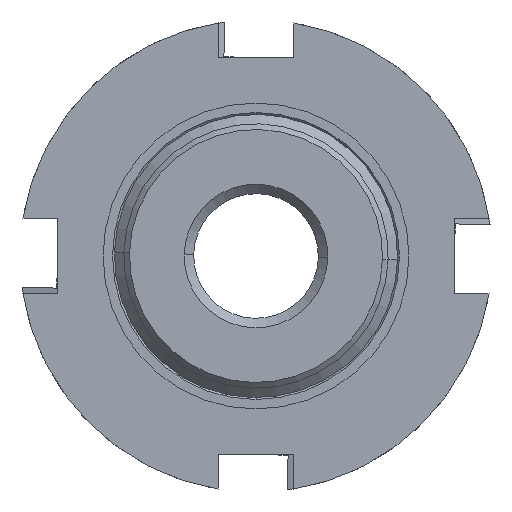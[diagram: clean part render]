
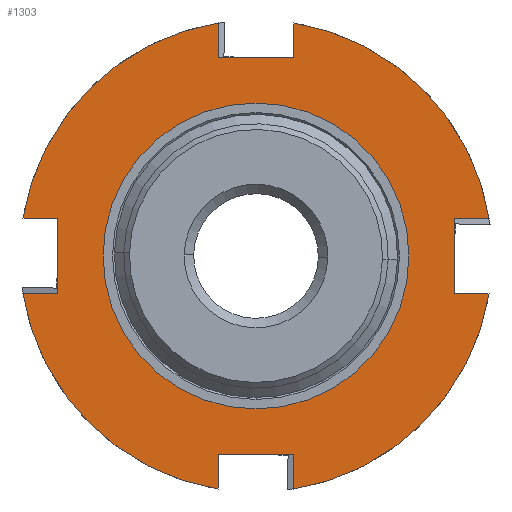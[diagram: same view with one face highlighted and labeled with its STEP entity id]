
A CAD part, front view. The second image highlights one B-rep face of the part: STEP entity #1303.
In plain terms, the highlighted planar face has unit normal (0, -1, 0).
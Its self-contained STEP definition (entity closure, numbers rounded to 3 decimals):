
#24 = CARTESIAN_POINT ( 'NONE',  ( -10.5, -23., 2. ) ) ;
#71 = CARTESIAN_POINT ( 'NONE',  ( 12.339, -23., 2. ) ) ;
#81 = CIRCLE ( 'NONE', #2699, 12.5 ) ;
#94 = DIRECTION ( 'NONE',  ( 0., 0., 1. ) ) ;
#106 = VERTEX_POINT ( 'NONE', #71 ) ;
#116 = LINE ( 'NONE', #2963, #787 ) ;
#176 = FACE_BOUND ( 'NONE', #1648, .T. ) ;
#207 = EDGE_CURVE ( 'NONE', #2220, #1864, #1653, .T. ) ;
#251 = CARTESIAN_POINT ( 'NONE',  ( 2., -23., -12.339 ) ) ;
#255 = LINE ( 'NONE', #1564, #1859 ) ;
#279 = CARTESIAN_POINT ( 'NONE',  ( 0., -23., 0. ) ) ;
#282 = CARTESIAN_POINT ( 'NONE',  ( 0., -23., 0. ) ) ;
#341 = ORIENTED_EDGE ( 'NONE', *, *, #207, .T. ) ;
#367 = EDGE_CURVE ( 'NONE', #106, #424, #2704, .T. ) ;
#409 = VERTEX_POINT ( 'NONE', #1217 ) ;
#414 = EDGE_CURVE ( 'NONE', #3006, #409, #2295, .T. ) ;
#424 = VERTEX_POINT ( 'NONE', #3567 ) ;
#590 = CIRCLE ( 'NONE', #2205, 12.5 ) ;
#628 = LINE ( 'NONE', #3725, #3614 ) ;
#649 = CARTESIAN_POINT ( 'NONE',  ( 8.1, -23., -2. ) ) ;
#700 = CARTESIAN_POINT ( 'NONE',  ( -12.339, -23., 2. ) ) ;
#716 = VERTEX_POINT ( 'NONE', #2543 ) ;
#735 = CARTESIAN_POINT ( 'NONE',  ( 2., -23., -10.5 ) ) ;
#773 = EDGE_CURVE ( 'NONE', #2350, #3055, #2657, .T. ) ;
#787 = VECTOR ( 'NONE', #1821, 1000. ) ;
#810 = DIRECTION ( 'NONE',  ( -1., 0., 0. ) ) ;
#827 = EDGE_CURVE ( 'NONE', #1482, #1146, #81, .T. ) ;
#831 = ORIENTED_EDGE ( 'NONE', *, *, #1656, .T. ) ;
#891 = ORIENTED_EDGE ( 'NONE', *, *, #3841, .F. ) ;
#909 = DIRECTION ( 'NONE',  ( 0., 1., 0. ) ) ;
#913 = DIRECTION ( 'NONE',  ( 0., 1., 0. ) ) ;
#931 = CARTESIAN_POINT ( 'NONE',  ( 0., -23., 0. ) ) ;
#962 = ORIENTED_EDGE ( 'NONE', *, *, #3748, .F. ) ;
#971 = ORIENTED_EDGE ( 'NONE', *, *, #2346, .T. ) ;
#1041 = DIRECTION ( 'NONE',  ( 0., 0., 1. ) ) ;
#1076 = VECTOR ( 'NONE', #3025, 1000. ) ;
#1091 = CARTESIAN_POINT ( 'NONE',  ( 0., -23., 10.5 ) ) ;
#1096 = ORIENTED_EDGE ( 'NONE', *, *, #1356, .F. ) ;
#1121 = ORIENTED_EDGE ( 'NONE', *, *, #827, .F. ) ;
#1146 = VERTEX_POINT ( 'NONE', #3479 ) ;
#1151 = EDGE_CURVE ( 'NONE', #1482, #3328, #2145, .T. ) ;
#1160 = LINE ( 'NONE', #2959, #3146 ) ;
#1209 = CIRCLE ( 'NONE', #1698, 8.1 ) ;
#1217 = CARTESIAN_POINT ( 'NONE',  ( 0., -23., -8.1 ) ) ;
#1253 = PLANE ( 'NONE',  #1665 ) ;
#1256 = AXIS2_PLACEMENT_3D ( 'NONE', #931, #909, #3554 ) ;
#1257 = EDGE_LOOP ( 'NONE', ( #1096, #1121, #2715, #2746, #3794, #2326, #3536, #971, #2604, #962, #3168, #341, #891, #1522, #2772, #831 ) ) ;
#1274 = DIRECTION ( 'NONE',  ( 1., 0., 0. ) ) ;
#1303 = ADVANCED_FACE ( 'NONE', ( #176, #3822 ), #1253, .F. ) ;
#1337 = CARTESIAN_POINT ( 'NONE',  ( -2., -23., 10.5 ) ) ;
#1339 = ORIENTED_EDGE ( 'NONE', *, *, #414, .T. ) ;
#1356 = EDGE_CURVE ( 'NONE', #1146, #3428, #2829, .T. ) ;
#1398 = VECTOR ( 'NONE', #3427, 1000. ) ;
#1443 = VECTOR ( 'NONE', #3033, 1000. ) ;
#1482 = VERTEX_POINT ( 'NONE', #1623 ) ;
#1522 = ORIENTED_EDGE ( 'NONE', *, *, #2472, .F. ) ;
#1564 = CARTESIAN_POINT ( 'NONE',  ( 0., -23., -10.5 ) ) ;
#1623 = CARTESIAN_POINT ( 'NONE',  ( -2., -23., -12.339 ) ) ;
#1648 = EDGE_LOOP ( 'NONE', ( #1339, #3475 ) ) ;
#1653 = LINE ( 'NONE', #1091, #2106 ) ;
#1656 = EDGE_CURVE ( 'NONE', #3866, #3428, #1689, .T. ) ;
#1665 = AXIS2_PLACEMENT_3D ( 'NONE', #1899, #3645, #94 ) ;
#1669 = DIRECTION ( 'NONE',  ( 0., 1., 0. ) ) ;
#1679 = CARTESIAN_POINT ( 'NONE',  ( 2., -23., 12.339 ) ) ;
#1689 = LINE ( 'NONE', #3283, #2328 ) ;
#1698 = AXIS2_PLACEMENT_3D ( 'NONE', #279, #913, #2668 ) ;
#1700 = DIRECTION ( 'NONE',  ( 0., 0., 1. ) ) ;
#1709 = CARTESIAN_POINT ( 'NONE',  ( -2., -23., 0. ) ) ;
#1801 = CARTESIAN_POINT ( 'NONE',  ( 0., -23., 0. ) ) ;
#1821 = DIRECTION ( 'NONE',  ( 0., 0., -1. ) ) ;
#1823 = DIRECTION ( 'NONE',  ( 0., 1., 0. ) ) ;
#1850 = VERTEX_POINT ( 'NONE', #3731 ) ;
#1859 = VECTOR ( 'NONE', #1274, 1000. ) ;
#1864 = VERTEX_POINT ( 'NONE', #1337 ) ;
#1899 = CARTESIAN_POINT ( 'NONE',  ( 8.1, -23., 0. ) ) ;
#1925 = VECTOR ( 'NONE', #3257, 1000. ) ;
#1995 = LINE ( 'NONE', #3582, #3097 ) ;
#2043 = EDGE_CURVE ( 'NONE', #409, #3006, #1209, .T. ) ;
#2056 = VECTOR ( 'NONE', #1700, 1000. ) ;
#2106 = VECTOR ( 'NONE', #810, 1000. ) ;
#2145 = LINE ( 'NONE', #1709, #2056 ) ;
#2205 = AXIS2_PLACEMENT_3D ( 'NONE', #2236, #1669, #1041 ) ;
#2220 = VERTEX_POINT ( 'NONE', #2531 ) ;
#2236 = CARTESIAN_POINT ( 'NONE',  ( 0., -23., 0. ) ) ;
#2295 = CIRCLE ( 'NONE', #3671, 8.1 ) ;
#2326 = ORIENTED_EDGE ( 'NONE', *, *, #773, .F. ) ;
#2328 = VECTOR ( 'NONE', #3624, 1000. ) ;
#2344 = CARTESIAN_POINT ( 'NONE',  ( 12.339, -23., -2. ) ) ;
#2346 = EDGE_CURVE ( 'NONE', #1850, #424, #3574, .T. ) ;
#2350 = VERTEX_POINT ( 'NONE', #2344 ) ;
#2424 = DIRECTION ( 'NONE',  ( 0., 0., -1. ) ) ;
#2471 = CARTESIAN_POINT ( 'NONE',  ( -2., -23., -10.5 ) ) ;
#2472 = EDGE_CURVE ( 'NONE', #2874, #716, #590, .T. ) ;
#2475 = VERTEX_POINT ( 'NONE', #735 ) ;
#2496 = EDGE_CURVE ( 'NONE', #3055, #2475, #2962, .T. ) ;
#2531 = CARTESIAN_POINT ( 'NONE',  ( 2., -23., 10.5 ) ) ;
#2543 = CARTESIAN_POINT ( 'NONE',  ( -2., -23., 12.339 ) ) ;
#2604 = ORIENTED_EDGE ( 'NONE', *, *, #367, .F. ) ;
#2657 = CIRCLE ( 'NONE', #1256, 12.5 ) ;
#2660 = DIRECTION ( 'NONE',  ( 0., 0., 1. ) ) ;
#2668 = DIRECTION ( 'NONE',  ( 0., 0., 1. ) ) ;
#2690 = EDGE_CURVE ( 'NONE', #2350, #1850, #1160, .T. ) ;
#2699 = AXIS2_PLACEMENT_3D ( 'NONE', #1801, #3867, #2979 ) ;
#2704 = LINE ( 'NONE', #2948, #1925 ) ;
#2715 = ORIENTED_EDGE ( 'NONE', *, *, #1151, .T. ) ;
#2746 = ORIENTED_EDGE ( 'NONE', *, *, #3315, .T. ) ;
#2748 = AXIS2_PLACEMENT_3D ( 'NONE', #3849, #3838, #2938 ) ;
#2772 = ORIENTED_EDGE ( 'NONE', *, *, #3058, .T. ) ;
#2807 = CARTESIAN_POINT ( 'NONE',  ( -10.5, -23., -2. ) ) ;
#2829 = LINE ( 'NONE', #649, #1076 ) ;
#2830 = CARTESIAN_POINT ( 'NONE',  ( 2., -23., 0. ) ) ;
#2858 = CARTESIAN_POINT ( 'NONE',  ( 0., -23., 8.1 ) ) ;
#2874 = VERTEX_POINT ( 'NONE', #700 ) ;
#2930 = DIRECTION ( 'NONE',  ( 1., 0., 0. ) ) ;
#2931 = CARTESIAN_POINT ( 'NONE',  ( 10.5, -23., 0. ) ) ;
#2938 = DIRECTION ( 'NONE',  ( 0., 0., 1. ) ) ;
#2948 = CARTESIAN_POINT ( 'NONE',  ( 8.1, -23., 2. ) ) ;
#2959 = CARTESIAN_POINT ( 'NONE',  ( 8.1, -23., -2. ) ) ;
#2962 = LINE ( 'NONE', #2830, #1398 ) ;
#2963 = CARTESIAN_POINT ( 'NONE',  ( -2., -23., 0. ) ) ;
#2979 = DIRECTION ( 'NONE',  ( 0., 0., 1. ) ) ;
#3004 = VERTEX_POINT ( 'NONE', #1679 ) ;
#3006 = VERTEX_POINT ( 'NONE', #2858 ) ;
#3025 = DIRECTION ( 'NONE',  ( 1., 0., 0. ) ) ;
#3033 = DIRECTION ( 'NONE',  ( 0., 0., 1. ) ) ;
#3055 = VERTEX_POINT ( 'NONE', #251 ) ;
#3058 = EDGE_CURVE ( 'NONE', #2874, #3866, #628, .T. ) ;
#3097 = VECTOR ( 'NONE', #2424, 1000. ) ;
#3146 = VECTOR ( 'NONE', #3539, 1000. ) ;
#3168 = ORIENTED_EDGE ( 'NONE', *, *, #3872, .T. ) ;
#3257 = DIRECTION ( 'NONE',  ( -1., 0., 0. ) ) ;
#3283 = CARTESIAN_POINT ( 'NONE',  ( -10.5, -23., 0. ) ) ;
#3315 = EDGE_CURVE ( 'NONE', #3328, #2475, #255, .T. ) ;
#3328 = VERTEX_POINT ( 'NONE', #2471 ) ;
#3390 = CIRCLE ( 'NONE', #2748, 12.5 ) ;
#3427 = DIRECTION ( 'NONE',  ( 0., 0., 1. ) ) ;
#3428 = VERTEX_POINT ( 'NONE', #2807 ) ;
#3475 = ORIENTED_EDGE ( 'NONE', *, *, #2043, .T. ) ;
#3479 = CARTESIAN_POINT ( 'NONE',  ( -12.339, -23., -2. ) ) ;
#3536 = ORIENTED_EDGE ( 'NONE', *, *, #2690, .T. ) ;
#3539 = DIRECTION ( 'NONE',  ( -1., 0., 0. ) ) ;
#3554 = DIRECTION ( 'NONE',  ( 0., 0., 1. ) ) ;
#3567 = CARTESIAN_POINT ( 'NONE',  ( 10.5, -23., 2. ) ) ;
#3574 = LINE ( 'NONE', #2931, #1443 ) ;
#3582 = CARTESIAN_POINT ( 'NONE',  ( 2., -23., 0. ) ) ;
#3614 = VECTOR ( 'NONE', #2930, 1000. ) ;
#3624 = DIRECTION ( 'NONE',  ( 0., 0., -1. ) ) ;
#3645 = DIRECTION ( 'NONE',  ( 0., 1., 0. ) ) ;
#3671 = AXIS2_PLACEMENT_3D ( 'NONE', #282, #1823, #2660 ) ;
#3725 = CARTESIAN_POINT ( 'NONE',  ( 8.1, -23., 2. ) ) ;
#3731 = CARTESIAN_POINT ( 'NONE',  ( 10.5, -23., -2. ) ) ;
#3748 = EDGE_CURVE ( 'NONE', #3004, #106, #3390, .T. ) ;
#3794 = ORIENTED_EDGE ( 'NONE', *, *, #2496, .F. ) ;
#3822 = FACE_OUTER_BOUND ( 'NONE', #1257, .T. ) ;
#3838 = DIRECTION ( 'NONE',  ( 0., 1., 0. ) ) ;
#3841 = EDGE_CURVE ( 'NONE', #716, #1864, #116, .T. ) ;
#3849 = CARTESIAN_POINT ( 'NONE',  ( 0., -23., 0. ) ) ;
#3866 = VERTEX_POINT ( 'NONE', #24 ) ;
#3867 = DIRECTION ( 'NONE',  ( 0., 1., 0. ) ) ;
#3872 = EDGE_CURVE ( 'NONE', #3004, #2220, #1995, .T. ) ;
